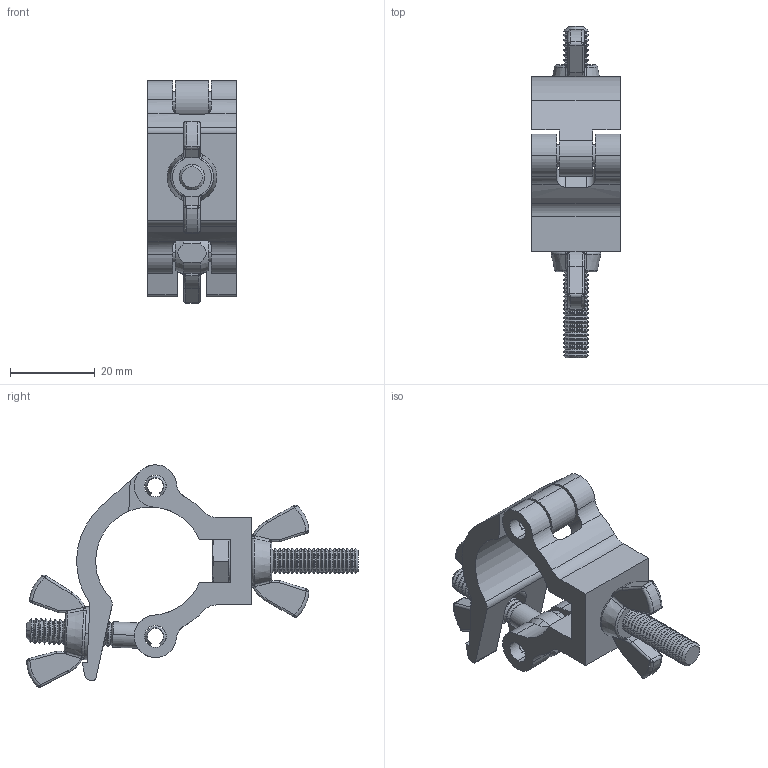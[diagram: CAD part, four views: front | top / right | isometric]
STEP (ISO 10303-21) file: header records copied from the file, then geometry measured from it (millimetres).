
FILE_DESCRIPTION (( 'STEP AP203' ), '1' );
FILE_NAME ('T58887 & T5888701.STEP', '2018-08-13T13:49:00', ( '' ), ( '' ), 'SwSTEP 2.0', 'SolidWorks 2016', '' );
FILE_SCHEMA (( 'CONFIG_CONTROL_DESIGN' ));
Length unit declared in the file: millimetre
Products named in the file (11): Hex Bolt_ISO 4016 - M6 x 30 x 30-WS; TH655_TH655; TH133; TH2010; B Washer_Bright washer BS 4320 - M6 (Form B); TH2009_21MM WIDE; T58887 & T5888701; TH1748; F772; T78015; F880_F880 M6 Wing Nut
Assembly tree (12 placements, depth 3):
  T58887 & T5888701
    TH655_TH655
      TH2010
    TH133
      TH2009_21MM WIDE
    T78015
      TH1748
      B Washer_Bright washer BS 4320 - M6 (Form B)
      F880_F880 M6 Wing Nut
    F772  x2
    Hex Bolt_ISO 4016 - M6 x 30 x 30-WS
    F880_F880 M6 Wing Nut
Bounding box: 20.9 x 78.39 x 52.51 mm (x, y, z)
Volume: 15251.2 mm3; surface area: 12293.2 mm2
Topology: 9 solids, 9 shells, 801 faces, 1880 edges, 1098 vertices
Faces by surface type: cone 290, cylinder 191, torus 156, plane 100, bspline 64
Entity records: 21445 total; most frequent: CARTESIAN_POINT 4431, DIRECTION 3714, ORIENTED_EDGE 3152, AXIS2_PLACEMENT_3D 1595, EDGE_CURVE 1576, CIRCLE 934, VERTEX_POINT 932, EDGE_LOOP 710
